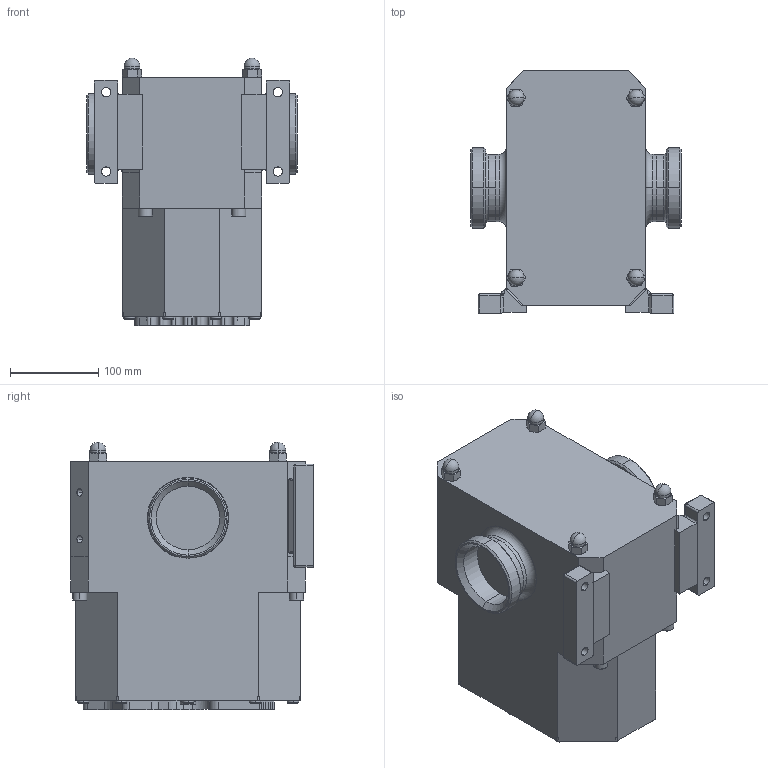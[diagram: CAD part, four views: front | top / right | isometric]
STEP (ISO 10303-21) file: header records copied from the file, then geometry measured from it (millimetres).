
FILE_DESCRIPTION (( 'STEP AP214' ), '1' );
FILE_NAME ('GA4894.STEP', '2024-03-14T14:26:16', ( '' ), ( '' ), 'SwSTEP 2.0', 'SolidWorks 2022', '' );
FILE_SCHEMA (( 'AUTOMOTIVE_DESIGN' ));
Length unit declared in the file: millimetre
Products named in the file (4): GA4894; Copy of RTP20 TSD Insert^GA4894_RTP20 3 Inch TSD Insert; Copy of 14 Tooth G33-7796^GA4894; Copy of Z94-5011-55 - 3 INCH ACME^GA4894
Assembly tree (4 placements, depth 2):
  GA4894
    Copy of 14 Tooth G33-7796^GA4894
    Copy of RTP20 TSD Insert^GA4894_RTP20 3 Inch TSD Insert
    Copy of Z94-5011-55 - 3 INCH ACME^GA4894  x2
Bounding box: 239 x 275 x 303.5 mm (x, y, z)
Volume: 10991955.8 mm3; surface area: 416795.3 mm2
Topology: 4 solids, 4 shells, 920 faces, 2319 edges, 1418 vertices
Faces by surface type: plane 459, cylinder 223, cone 135, bspline 72, sphere 20, torus 11
Entity records: 31343 total; most frequent: CARTESIAN_POINT 10413, ORIENTED_EDGE 4430, DIRECTION 4069, EDGE_CURVE 2215, AXIS2_PLACEMENT_3D 1446, VERTEX_POINT 1386, VECTOR 1177, LINE 1177
